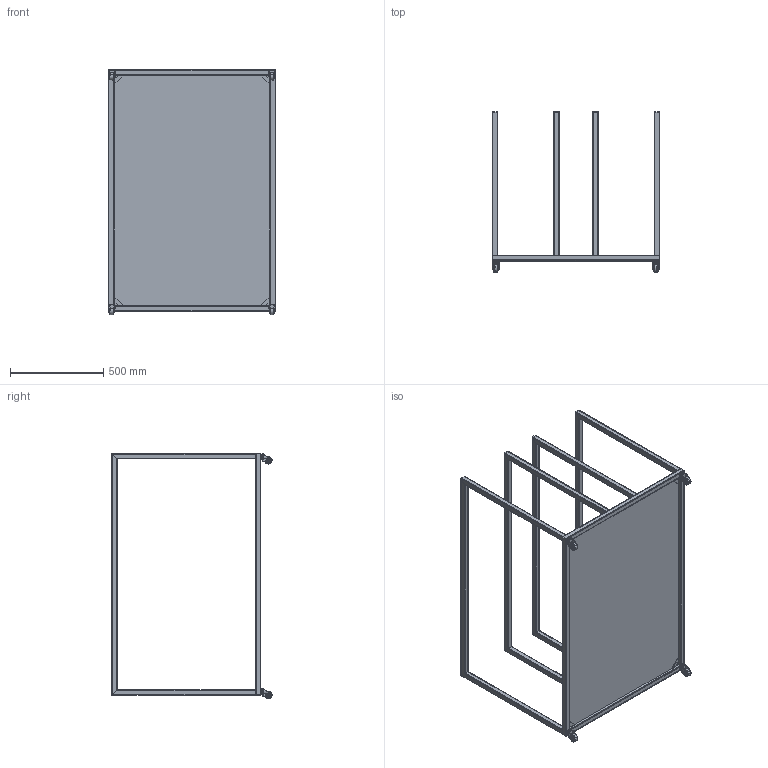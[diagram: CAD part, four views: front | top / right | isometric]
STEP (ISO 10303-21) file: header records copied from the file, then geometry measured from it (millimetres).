
FILE_DESCRIPTION (( 'STEP AP203' ), '1' );
FILE_NAME ('Mould trolley.STEP', '2019-12-26T21:28:02', ( '' ), ( '' ), 'SwSTEP 2.0', 'SolidWorks 2016', '' );
FILE_SCHEMA (( 'CONFIG_CONTROL_DESIGN' ));
Length unit declared in the file: millimetre
Products named in the file (1): Mould trolley
Bounding box: 900 x 859.96 x 1317.91 mm (x, y, z)
Volume: 18943266.1 mm3; surface area: 5565190.2 mm2
Topology: 81 solids, 81 shells, 970 faces, 2248 edges, 1448 vertices
Faces by surface type: plane 462, cylinder 412, cone 96
Entity records: 28409 total; most frequent: CARTESIAN_POINT 6535, ORIENTED_EDGE 4496, DIRECTION 4470, EDGE_CURVE 2248, AXIS2_PLACEMENT_3D 1671, VERTEX_POINT 1448, LINE 1128, VECTOR 1128
